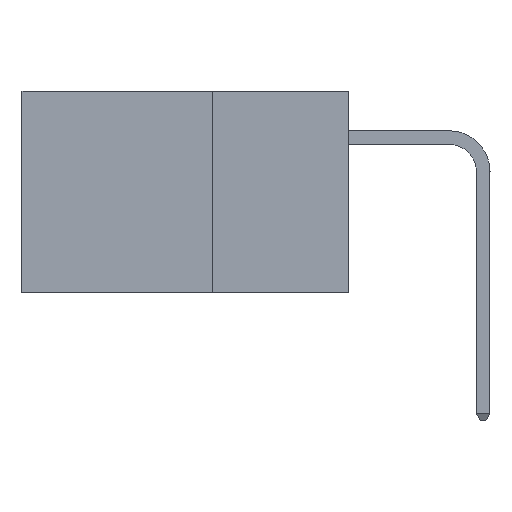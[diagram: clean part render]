
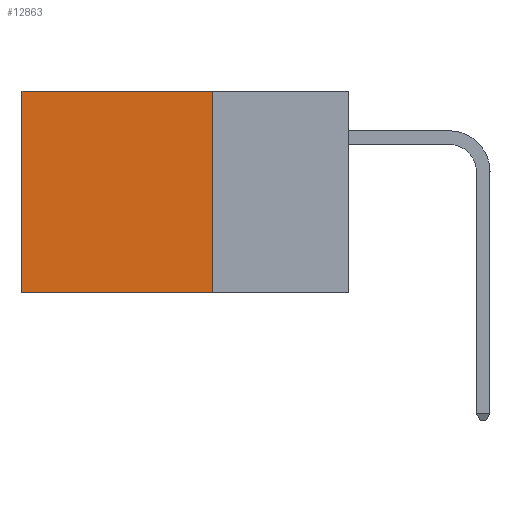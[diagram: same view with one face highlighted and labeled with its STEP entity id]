
A CAD part, left-side view. The second image highlights one B-rep face of the part: STEP entity #12863.
In plain terms, the highlighted planar face has unit normal (-1, 0, 0).
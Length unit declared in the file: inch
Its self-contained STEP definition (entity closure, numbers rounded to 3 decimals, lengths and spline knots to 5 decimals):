
#14 = ORIENTED_EDGE ( 'NONE', *, *, #9802, .F. ) ;
#673 = VERTEX_POINT ( 'NONE', #5806 ) ;
#1213 = AXIS2_PLACEMENT_3D ( 'NONE', #7265, #3120, #12068 ) ;
#1606 = CARTESIAN_POINT ( 'NONE',  ( 0.2875, 0.25, 0. ) ) ;
#1649 = LINE ( 'NONE', #12345, #3765 ) ;
#1757 = FACE_OUTER_BOUND ( 'NONE', #11724, .T. ) ;
#1813 = VERTEX_POINT ( 'NONE', #1606 ) ;
#2168 = VECTOR ( 'NONE', #11924, 39.37008 ) ;
#3120 = DIRECTION ( 'NONE',  ( 1., 0., 0. ) ) ;
#3691 = EDGE_CURVE ( 'NONE', #7240, #673, #8794, .T. ) ;
#3765 = VECTOR ( 'NONE', #10829, 39.37008 ) ;
#4695 = CARTESIAN_POINT ( 'NONE',  ( 0.2875, 0.25, 0. ) ) ;
#4918 = LINE ( 'NONE', #4695, #2168 ) ;
#5806 = CARTESIAN_POINT ( 'NONE',  ( 0.2875, 0.6, -0.37 ) ) ;
#5984 = DIRECTION ( 'NONE',  ( 0., 1., 0. ) ) ;
#6147 = ORIENTED_EDGE ( 'NONE', *, *, #12686, .T. ) ;
#6170 = EDGE_CURVE ( 'NONE', #1813, #8851, #1649, .T. ) ;
#6802 = ORIENTED_EDGE ( 'NONE', *, *, #3691, .F. ) ;
#6855 = CARTESIAN_POINT ( 'NONE',  ( 0.2875, 0.6, 0. ) ) ;
#6884 = CARTESIAN_POINT ( 'NONE',  ( 0.2875, 0.25, -0.37 ) ) ;
#7240 = VERTEX_POINT ( 'NONE', #12207 ) ;
#7265 = CARTESIAN_POINT ( 'NONE',  ( 0.2875, 0.25, 0. ) ) ;
#7733 = LINE ( 'NONE', #6855, #9629 ) ;
#7852 = VECTOR ( 'NONE', #5984, 39.37008 ) ;
#7862 = CARTESIAN_POINT ( 'NONE',  ( 0.2875, 0.6, 0. ) ) ;
#8183 = PLANE ( 'NONE',  #1213 ) ;
#8794 = LINE ( 'NONE', #6884, #7852 ) ;
#8851 = VERTEX_POINT ( 'NONE', #7862 ) ;
#9629 = VECTOR ( 'NONE', #9770, 39.37008 ) ;
#9770 = DIRECTION ( 'NONE',  ( 0., 0., -1. ) ) ;
#9802 = EDGE_CURVE ( 'NONE', #1813, #7240, #4918, .T. ) ;
#10134 = ORIENTED_EDGE ( 'NONE', *, *, #6170, .T. ) ;
#10829 = DIRECTION ( 'NONE',  ( 0., 1., 0. ) ) ;
#11724 = EDGE_LOOP ( 'NONE', ( #6147, #6802, #14, #10134 ) ) ;
#11924 = DIRECTION ( 'NONE',  ( 0., 0., -1. ) ) ;
#12068 = DIRECTION ( 'NONE',  ( 0., 0., -1. ) ) ;
#12207 = CARTESIAN_POINT ( 'NONE',  ( 0.2875, 0.25, -0.37 ) ) ;
#12345 = CARTESIAN_POINT ( 'NONE',  ( 0.2875, 0.25, 0. ) ) ;
#12686 = EDGE_CURVE ( 'NONE', #8851, #673, #7733, .T. ) ;
#12863 = ADVANCED_FACE ( 'NONE', ( #1757 ), #8183, .F. ) ;
